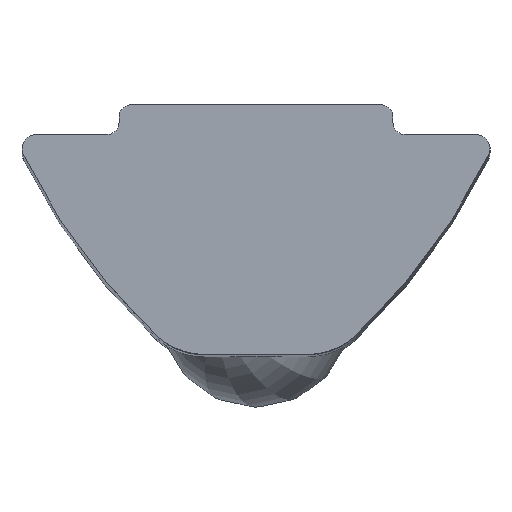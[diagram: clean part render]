
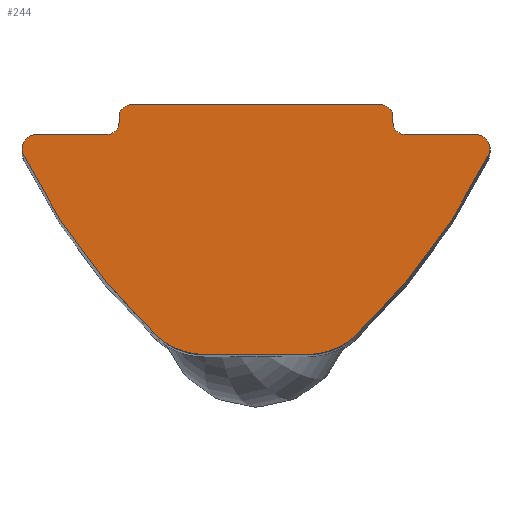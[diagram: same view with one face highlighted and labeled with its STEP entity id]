
A CAD part, top view. The second image highlights one B-rep face of the part: STEP entity #244.
In plain terms, the highlighted planar face has unit normal (0, 0, 1).
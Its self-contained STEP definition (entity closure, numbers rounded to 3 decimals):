
#244=ADVANCED_FACE('',(#312),#313,.T.);
#312=FACE_OUTER_BOUND('',#433,.T.);
#313=PLANE('',#434);
#433=EDGE_LOOP('',(#733,#734,#735,#736,#737,#738,#739,#740,#741,#742,#743,#744,#745,#746,#747,#748));
#434=AXIS2_PLACEMENT_3D('',#749,#750,#751);
#733=ORIENTED_EDGE('',*,*,#1051,.F.);
#734=ORIENTED_EDGE('',*,*,#1052,.F.);
#735=ORIENTED_EDGE('',*,*,#1044,.T.);
#736=ORIENTED_EDGE('',*,*,#1053,.F.);
#737=ORIENTED_EDGE('',*,*,#1054,.F.);
#738=ORIENTED_EDGE('',*,*,#1055,.T.);
#739=ORIENTED_EDGE('',*,*,#1038,.T.);
#740=ORIENTED_EDGE('',*,*,#1056,.F.);
#741=ORIENTED_EDGE('',*,*,#1034,.T.);
#742=ORIENTED_EDGE('',*,*,#1057,.F.);
#743=ORIENTED_EDGE('',*,*,#1058,.T.);
#744=ORIENTED_EDGE('',*,*,#990,.F.);
#745=ORIENTED_EDGE('',*,*,#1048,.F.);
#746=ORIENTED_EDGE('',*,*,#1059,.T.);
#747=ORIENTED_EDGE('',*,*,#1060,.T.);
#748=ORIENTED_EDGE('',*,*,#1061,.T.);
#749=CARTESIAN_POINT('',(-2.632,-3.171,38.0));
#750=DIRECTION('',(0.0,0.0,1.0));
#751=DIRECTION('',(-1.0,0.,0.0));
#990=EDGE_CURVE('',#1124,#1126,#1127,.F.);
#1034=EDGE_CURVE('',#1206,#1204,#1207,.T.);
#1038=EDGE_CURVE('',#1214,#1212,#1215,.T.);
#1044=EDGE_CURVE('',#1226,#1224,#1227,.T.);
#1048=EDGE_CURVE('',#1232,#1124,#1233,.F.);
#1051=EDGE_CURVE('',#1237,#1238,#1239,.F.);
#1052=EDGE_CURVE('',#1226,#1237,#1240,.F.);
#1053=EDGE_CURVE('',#1241,#1224,#1242,.F.);
#1054=EDGE_CURVE('',#1243,#1241,#1244,.F.);
#1055=EDGE_CURVE('',#1243,#1214,#1245,.F.);
#1056=EDGE_CURVE('',#1206,#1212,#1246,.F.);
#1057=EDGE_CURVE('',#1247,#1204,#1248,.F.);
#1058=EDGE_CURVE('',#1247,#1126,#1249,.F.);
#1059=EDGE_CURVE('',#1232,#1250,#1251,.T.);
#1060=EDGE_CURVE('',#1250,#1252,#1253,.T.);
#1061=EDGE_CURVE('',#1252,#1238,#1254,.F.);
#1124=VERTEX_POINT('',#1359);
#1126=VERTEX_POINT('',#1362);
#1127=CIRCLE('',#1363,2.0);
#1204=VERTEX_POINT('',#1568);
#1206=VERTEX_POINT('',#1571);
#1207=CIRCLE('',#1572,17.914);
#1212=VERTEX_POINT('',#1579);
#1214=VERTEX_POINT('',#1582);
#1215=LINE('',#1583,#1584);
#1224=VERTEX_POINT('',#1595);
#1226=VERTEX_POINT('',#1598);
#1227=LINE('',#1599,#1600);
#1232=VERTEX_POINT('',#1608);
#1233=CIRCLE('',#1609,17.914);
#1237=VERTEX_POINT('',#1614);
#1238=VERTEX_POINT('',#1615);
#1239=LINE('',#1616,#1617);
#1240=CIRCLE('',#1618,0.35);
#1241=VERTEX_POINT('',#1619);
#1242=CIRCLE('',#1620,0.35);
#1243=VERTEX_POINT('',#1621);
#1244=LINE('',#1622,#1623);
#1245=CIRCLE('',#1624,0.35);
#1246=CIRCLE('',#1625,0.4);
#1247=VERTEX_POINT('',#1626);
#1248=CIRCLE('',#1627,2.0);
#1249=LINE('',#1628,#1629);
#1250=VERTEX_POINT('',#1630);
#1251=CIRCLE('',#1631,0.4);
#1252=VERTEX_POINT('',#1632);
#1253=LINE('',#1633,#1634);
#1254=CIRCLE('',#1635,0.35);
#1359=CARTESIAN_POINT('',(2.864,-6.658,38.0));
#1362=CARTESIAN_POINT('',(1.495,-7.2,38.0));
#1363=AXIS2_PLACEMENT_3D('',#1753,#1754,#1755);
#1568=CARTESIAN_POINT('',(-2.864,-6.658,38.0));
#1571=CARTESIAN_POINT('',(-6.71,-1.436,38.0));
#1572=AXIS2_PLACEMENT_3D('',#1820,#1821,#1822);
#1579=CARTESIAN_POINT('',(-6.35,-0.86,38.0));
#1582=CARTESIAN_POINT('',(-4.3,-0.86,38.0));
#1583=CARTESIAN_POINT('',(-2.632,-0.86,38.0));
#1584=VECTOR('',#1826,1.0);
#1595=CARTESIAN_POINT('',(-3.6,0.,38.0));
#1598=CARTESIAN_POINT('',(3.6,0.,38.0));
#1599=CARTESIAN_POINT('',(-2.632,0.,38.0));
#1600=VECTOR('',#1836,1.0);
#1608=CARTESIAN_POINT('',(6.71,-1.436,38.0));
#1609=AXIS2_PLACEMENT_3D('',#1840,#1841,#1842);
#1614=CARTESIAN_POINT('',(3.95,-0.35,38.0));
#1615=CARTESIAN_POINT('',(3.95,-0.51,38.0));
#1616=CARTESIAN_POINT('',(3.95,-0.35,38.0));
#1617=VECTOR('',#1847,1.0);
#1618=AXIS2_PLACEMENT_3D('',#1848,#1849,#1850);
#1619=CARTESIAN_POINT('',(-3.95,-0.35,38.0));
#1620=AXIS2_PLACEMENT_3D('',#1851,#1852,#1853);
#1621=CARTESIAN_POINT('',(-3.95,-0.51,38.0));
#1622=CARTESIAN_POINT('',(-3.95,-0.51,38.0));
#1623=VECTOR('',#1854,1.0);
#1624=AXIS2_PLACEMENT_3D('',#1855,#1856,#1857);
#1625=AXIS2_PLACEMENT_3D('',#1858,#1859,#1860);
#1626=CARTESIAN_POINT('',(-1.495,-7.2,38.0));
#1627=AXIS2_PLACEMENT_3D('',#1861,#1862,#1863);
#1628=CARTESIAN_POINT('',(-2.632,-7.2,38.0));
#1629=VECTOR('',#1864,1.0);
#1630=CARTESIAN_POINT('',(6.35,-0.86,38.0));
#1631=AXIS2_PLACEMENT_3D('',#1865,#1866,#1867);
#1632=CARTESIAN_POINT('',(4.3,-0.86,38.0));
#1633=CARTESIAN_POINT('',(-2.632,-0.86,38.0));
#1634=VECTOR('',#1868,1.0);
#1635=AXIS2_PLACEMENT_3D('',#1869,#1870,#1871);
#1753=CARTESIAN_POINT('',(1.495,-5.2,38.0));
#1754=DIRECTION('',(0.0,0.0,1.0));
#1755=DIRECTION('',(-1.0,0.,0.0));
#1820=CARTESIAN_POINT('',(9.4,6.4,38.0));
#1821=DIRECTION('',(0.0,0.0,1.0));
#1822=DIRECTION('',(-1.0,0.,0.0));
#1826=DIRECTION('',(-1.0,0.,0.0));
#1836=DIRECTION('',(-1.0,0.,0.0));
#1840=CARTESIAN_POINT('',(-9.4,6.4,38.0));
#1841=DIRECTION('',(0.0,0.0,1.0));
#1842=DIRECTION('',(-1.0,0.,0.0));
#1847=DIRECTION('',(0.,1.0,0.0));
#1848=CARTESIAN_POINT('',(3.6,-0.35,38.0));
#1849=DIRECTION('',(0.0,0.0,1.0));
#1850=DIRECTION('',(-1.0,0.,0.0));
#1851=CARTESIAN_POINT('',(-3.6,-0.35,38.0));
#1852=DIRECTION('',(0.0,0.0,1.0));
#1853=DIRECTION('',(-1.0,0.,0.0));
#1854=DIRECTION('',(0.,-1.0,0.0));
#1855=CARTESIAN_POINT('',(-4.3,-0.51,38.0));
#1856=DIRECTION('',(0.0,0.0,1.0));
#1857=DIRECTION('',(-1.0,0.,0.0));
#1858=CARTESIAN_POINT('',(-6.35,-1.26,38.0));
#1859=DIRECTION('',(0.0,0.0,1.0));
#1860=DIRECTION('',(-1.0,0.,0.0));
#1861=CARTESIAN_POINT('',(-1.495,-5.2,38.0));
#1862=DIRECTION('',(0.0,0.0,1.0));
#1863=DIRECTION('',(-1.0,0.,0.0));
#1864=DIRECTION('',(-1.0,0.,0.0));
#1865=CARTESIAN_POINT('',(6.35,-1.26,38.0));
#1866=DIRECTION('',(0.0,0.0,1.0));
#1867=DIRECTION('',(-1.0,0.,0.0));
#1868=DIRECTION('',(-1.0,0.,0.0));
#1869=CARTESIAN_POINT('',(4.3,-0.51,38.0));
#1870=DIRECTION('',(0.0,0.0,1.0));
#1871=DIRECTION('',(-1.0,0.,0.0));
